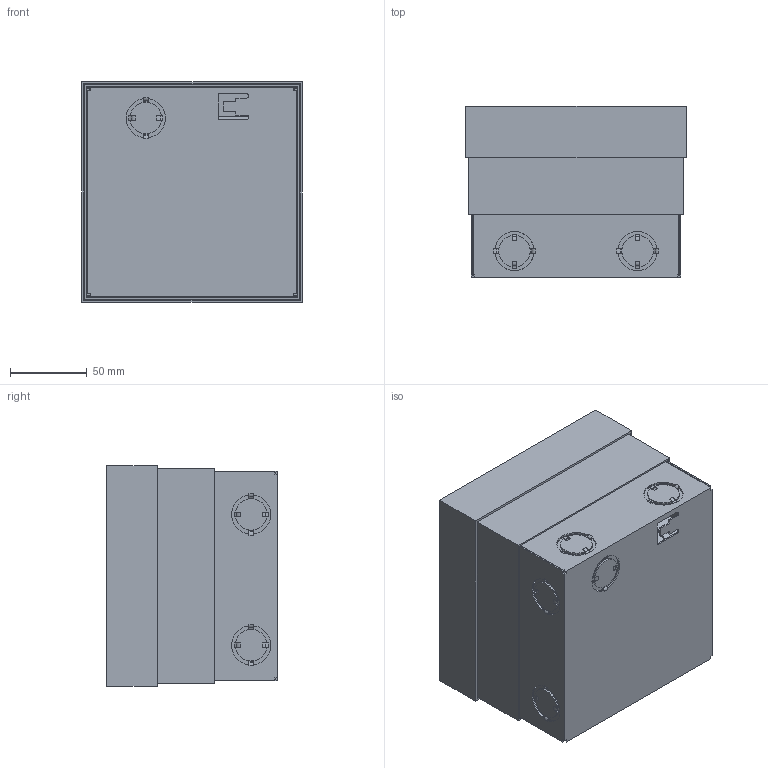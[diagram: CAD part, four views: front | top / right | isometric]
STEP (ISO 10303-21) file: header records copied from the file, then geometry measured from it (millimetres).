
FILE_DESCRIPTION (( 'STEP AP214' ), '1' );
FILE_NAME ('7427097.STEP', '2025-03-11T09:35:23', ( '' ), ( '' ), 'SwSTEP 2.0', 'SolidWorks 2024', '' );
FILE_SCHEMA (( 'AUTOMOTIVE_DESIGN' ));
Length unit declared in the file: millimetre
Products named in the file (10): 133671_abgebogener Erdungsanschluss; 153176_Fertigungszustand; 153134_Standard; 127291; 120937_abgebogener Erdungsanschluss; 153180_Standard; 136471; 7427097; 127272_Standard (Starkstrom); 127071
Assembly tree (9 placements, depth 3):
  7427097
    133671_abgebogener Erdungsanschluss
      120937_abgebogener Erdungsanschluss
      127071
      127291
    153180_Standard
      153134_Standard
      153176_Fertigungszustand
    127272_Standard (Starkstrom)
    136471
Bounding box: 143.5 x 111 x 143.5 mm (x, y, z)
Volume: 225209 mm3; surface area: 334567.8 mm2
Topology: 7 solids, 7 shells, 741 faces, 2136 edges, 1376 vertices
Faces by surface type: plane 477, cylinder 264
Entity records: 24755 total; most frequent: DIRECTION 4318, ORIENTED_EDGE 4272, CARTESIAN_POINT 4267, EDGE_CURVE 2136, LINE 1464, VECTOR 1464, AXIS2_PLACEMENT_3D 1427, VERTEX_POINT 1376
